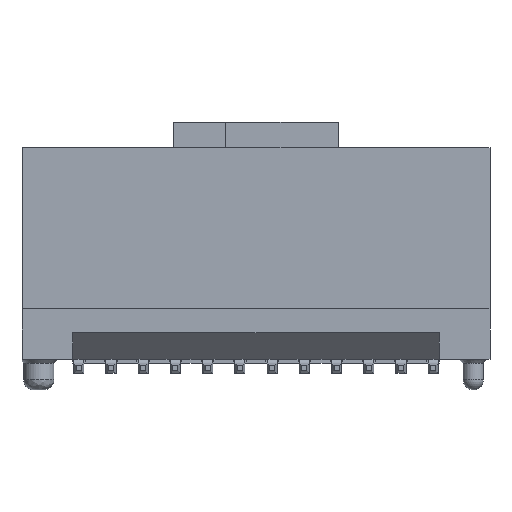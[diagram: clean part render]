
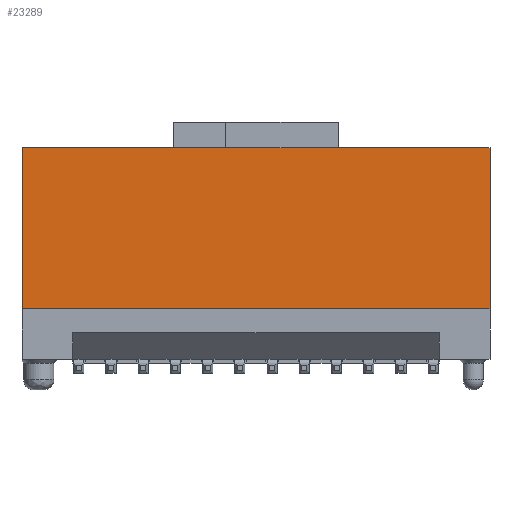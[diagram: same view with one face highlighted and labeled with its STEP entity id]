
A CAD part, front view. The second image highlights one B-rep face of the part: STEP entity #23289.
In plain terms, the highlighted face is planar.
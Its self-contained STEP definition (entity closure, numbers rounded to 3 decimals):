
#21550=CARTESIAN_POINT('',(-12.395,-1.575,2.8));
#21551=VERTEX_POINT('',#21550);
#21568=CARTESIAN_POINT('',(6.045,-1.575,2.8));
#21569=VERTEX_POINT('',#21568);
#21576=CARTESIAN_POINT('',(6.045,-1.575,2.8));
#21577=DIRECTION('',(-1.,0.,0.));
#21578=VECTOR('',#21577,18.44);
#21579=LINE('',#21576,#21578);
#21580=EDGE_CURVE('',#21569,#21551,#21579,.T.);
#23259=CARTESIAN_POINT('',(-3.175,1.6,2.8));
#23260=DIRECTION('',(1.,0.,0.));
#23261=DIRECTION('',(0.,0.,1.));
#23262=AXIS2_PLACEMENT_3D('',#23259,#23261,#23260);
#23263=PLANE('',#23262);
#23264=CARTESIAN_POINT('',(-12.395,4.775,2.8));
#23265=VERTEX_POINT('',#23264);
#23266=CARTESIAN_POINT('',(-12.395,4.775,2.8));
#23267=DIRECTION('',(0.,-1.,0.));
#23268=VECTOR('',#23267,6.35);
#23269=LINE('',#23266,#23268);
#23270=EDGE_CURVE('',#23265,#21551,#23269,.T.);
#23271=ORIENTED_EDGE('',*,*,#23270,.T.);
#23272=ORIENTED_EDGE('',*,*,#21580,.F.);
#23273=CARTESIAN_POINT('',(6.045,4.775,2.8));
#23274=VERTEX_POINT('',#23273);
#23275=CARTESIAN_POINT('',(6.045,-1.575,2.8));
#23276=DIRECTION('',(0.,1.,0.));
#23277=VECTOR('',#23276,6.35);
#23278=LINE('',#23275,#23277);
#23279=EDGE_CURVE('',#21569,#23274,#23278,.T.);
#23280=ORIENTED_EDGE('',*,*,#23279,.T.);
#23281=CARTESIAN_POINT('',(6.045,4.775,2.8));
#23282=DIRECTION('',(-1.,0.,0.));
#23283=VECTOR('',#23282,18.44);
#23284=LINE('',#23281,#23283);
#23285=EDGE_CURVE('',#23274,#23265,#23284,.T.);
#23286=ORIENTED_EDGE('',*,*,#23285,.T.);
#23287=EDGE_LOOP('',(#23271,#23272,#23280,#23286));
#23288=FACE_OUTER_BOUND('',#23287,.T.);
#23289=ADVANCED_FACE('',(#23288),#23263,.T.);
